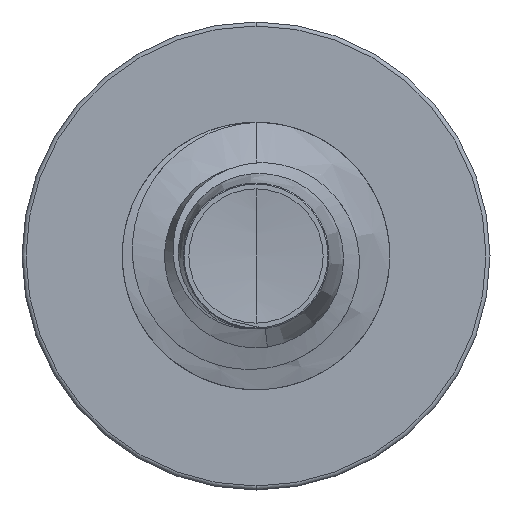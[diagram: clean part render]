
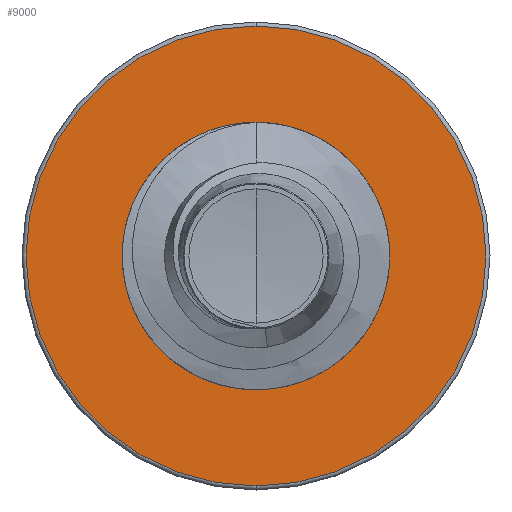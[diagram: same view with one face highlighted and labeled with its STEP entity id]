
A CAD part, front view. The second image highlights one B-rep face of the part: STEP entity #9000.
In plain terms, the highlighted planar face has unit normal (0, -1, 0).
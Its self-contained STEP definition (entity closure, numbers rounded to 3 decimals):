
#1111 = FACE_OUTER_BOUND ( 'NONE', #11361, .T. ) ;
#3241 = ORIENTED_EDGE ( 'NONE', *, *, #14622, .F. ) ;
#3840 = ORIENTED_EDGE ( 'NONE', *, *, #14297, .T. ) ;
#4500 = VERTEX_POINT ( 'NONE', #6048 ) ;
#4698 = AXIS2_PLACEMENT_3D ( 'NONE', #18360, #10628, #19486 ) ;
#4735 = AXIS2_PLACEMENT_3D ( 'NONE', #10563, #19434, #11899 ) ;
#4999 = AXIS2_PLACEMENT_3D ( 'NONE', #9389, #18500, #10790 ) ;
#5073 = AXIS2_PLACEMENT_3D ( 'NONE', #14476, #5789, #15757 ) ;
#5789 = DIRECTION ( 'NONE',  ( 0., 1., 0. ) ) ;
#6048 = CARTESIAN_POINT ( 'NONE',  ( 0., 15., 3.44 ) ) ;
#6168 = AXIS2_PLACEMENT_3D ( 'NONE', #16567, #16554, #16536 ) ;
#8567 = CIRCLE ( 'NONE', #4698, 1.989 ) ;
#9000 = ADVANCED_FACE ( 'NONE', ( #1111, #10034 ), #16582, .F. ) ;
#9389 = CARTESIAN_POINT ( 'NONE',  ( 0., 15., 0. ) ) ;
#10034 = FACE_BOUND ( 'NONE', #11790, .T. ) ;
#10563 = CARTESIAN_POINT ( 'NONE',  ( 0., 15., 0. ) ) ;
#10628 = DIRECTION ( 'NONE',  ( 0., 1., 0. ) ) ;
#10683 = CARTESIAN_POINT ( 'NONE',  ( 0., 15., 1.989 ) ) ;
#10790 = DIRECTION ( 'NONE',  ( 0., 0., 1. ) ) ;
#11361 = EDGE_LOOP ( 'NONE', ( #18223, #3241 ) ) ;
#11587 = VERTEX_POINT ( 'NONE', #14777 ) ;
#11659 = CIRCLE ( 'NONE', #5073, 1.989 ) ;
#11768 = ORIENTED_EDGE ( 'NONE', *, *, #14752, .T. ) ;
#11790 = EDGE_LOOP ( 'NONE', ( #11768, #3840 ) ) ;
#11899 = DIRECTION ( 'NONE',  ( 0., 0., 1. ) ) ;
#12837 = CARTESIAN_POINT ( 'NONE',  ( 0., 15., -3.44 ) ) ;
#13158 = CIRCLE ( 'NONE', #4735, 3.44 ) ;
#13835 = VERTEX_POINT ( 'NONE', #12837 ) ;
#13993 = CIRCLE ( 'NONE', #4999, 3.44 ) ;
#14297 = EDGE_CURVE ( 'NONE', #11587, #19424, #11659, .T. ) ;
#14421 = EDGE_CURVE ( 'NONE', #4500, #13835, #13993, .T. ) ;
#14476 = CARTESIAN_POINT ( 'NONE',  ( 0., 15., 0. ) ) ;
#14622 = EDGE_CURVE ( 'NONE', #13835, #4500, #13158, .T. ) ;
#14752 = EDGE_CURVE ( 'NONE', #19424, #11587, #8567, .T. ) ;
#14777 = CARTESIAN_POINT ( 'NONE',  ( 0., 15., -1.989 ) ) ;
#15757 = DIRECTION ( 'NONE',  ( 0., 0., 1. ) ) ;
#16536 = DIRECTION ( 'NONE',  ( 0., 0., 1. ) ) ;
#16554 = DIRECTION ( 'NONE',  ( 0., 1., 0. ) ) ;
#16567 = CARTESIAN_POINT ( 'NONE',  ( 0., 15., -1.989 ) ) ;
#16582 = PLANE ( 'NONE',  #6168 ) ;
#18223 = ORIENTED_EDGE ( 'NONE', *, *, #14421, .F. ) ;
#18360 = CARTESIAN_POINT ( 'NONE',  ( 0., 15., 0. ) ) ;
#18500 = DIRECTION ( 'NONE',  ( 0., 1., 0. ) ) ;
#19424 = VERTEX_POINT ( 'NONE', #10683 ) ;
#19434 = DIRECTION ( 'NONE',  ( 0., 1., 0. ) ) ;
#19486 = DIRECTION ( 'NONE',  ( 0., 0., 1. ) ) ;
